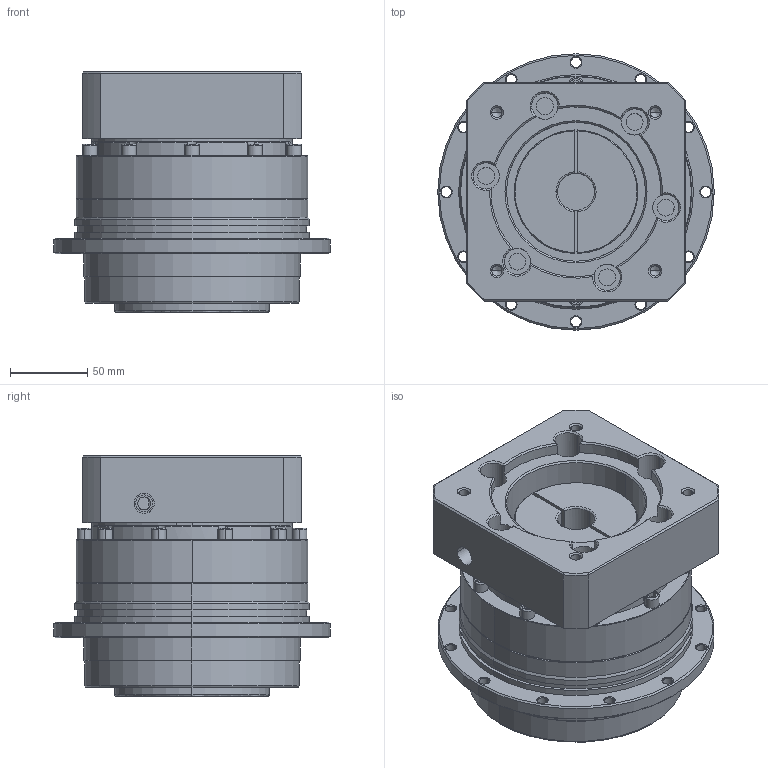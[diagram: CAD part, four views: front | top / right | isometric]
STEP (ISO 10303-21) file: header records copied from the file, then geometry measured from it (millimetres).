
FILE_DESCRIPTION (( 'STEP AP214' ), '1' );
FILE_NAME ('SD140-L1-24-110-145M8.STEP', '2022-02-24T23:58:36', ( 'admin' ), ( '' ), 'SwSTEP 2.0', 'SolidWorks 2013', '' );
FILE_SCHEMA (( 'AUTOMOTIVE_DESIGN' ));
Length unit declared in the file: millimetre
Products named in the file (4): SD140; PB142-110-145M8; PB142_X2_58F34F537AEF_X0_; SD140-L1-24-110-145M8
Assembly tree (3 placements, depth 2):
  SD140-L1-24-110-145M8
    PB142_X2_58F34F537AEF_X0_
    PB142-110-145M8
    SD140
Bounding box: 179 x 179 x 156 mm (x, y, z)
Volume: 2399173.1 mm3; surface area: 254912 mm2
Topology: 3 solids, 3 shells, 687 faces, 1646 edges, 970 vertices
Faces by surface type: cylinder 269, cone 257, plane 136, bspline 25
Entity records: 28091 total; most frequent: CARTESIAN_POINT 4512, DIRECTION 3552, ORIENTED_EDGE 3120, EDGE_CURVE 1560, AXIS2_PLACEMENT_3D 1418, VERTEX_POINT 970, EDGE_LOOP 828, CIRCLE 750
